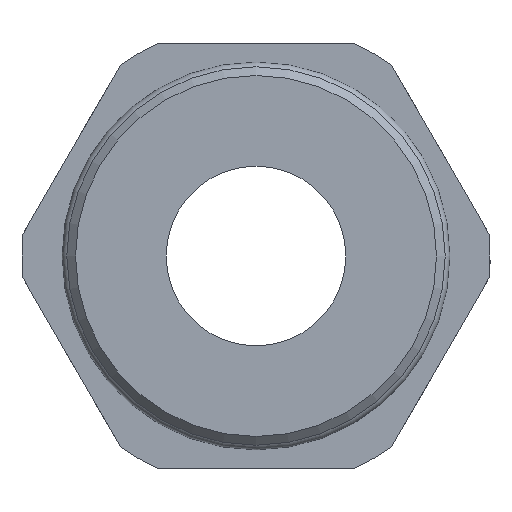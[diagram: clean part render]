
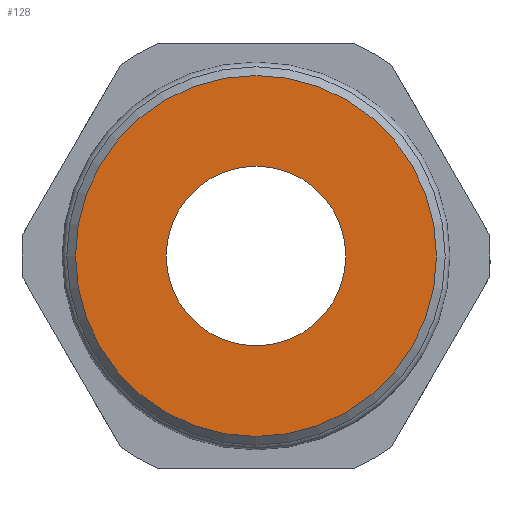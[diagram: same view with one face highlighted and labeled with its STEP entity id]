
A CAD part, left-side view. The second image highlights one B-rep face of the part: STEP entity #128.
In plain terms, the highlighted planar face has unit normal (-1, 0, 0).
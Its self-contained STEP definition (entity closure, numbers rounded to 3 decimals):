
#128 = ADVANCED_FACE( '', ( #322, #323 ), #324, .T. );
#322 = FACE_BOUND( '', #599, .T. );
#323 = FACE_OUTER_BOUND( '', #600, .T. );
#324 = PLANE( '', #601 );
#599 = EDGE_LOOP( '', ( #920 ) );
#600 = EDGE_LOOP( '', ( #921 ) );
#601 = AXIS2_PLACEMENT_3D( '', #922, #923, #924 );
#920 = ORIENTED_EDGE( '', *, *, #1547, .T. );
#921 = ORIENTED_EDGE( '', *, *, #1587, .F. );
#922 = CARTESIAN_POINT( '', ( 0., 19.08, 0. ) );
#923 = DIRECTION( '', ( -1., 0., 0. ) );
#924 = DIRECTION( '', ( 0., 0., 1. ) );
#1547 = EDGE_CURVE( '', #1825, #1825, #1826, .T. );
#1587 = EDGE_CURVE( '', #1895, #1895, #1896, .T. );
#1825 = VERTEX_POINT( '', #2225 );
#1826 = CIRCLE( '', #2226, 9.5 );
#1895 = VERTEX_POINT( '', #2345 );
#1896 = CIRCLE( '', #2346, 19.08 );
#2225 = CARTESIAN_POINT( '', ( 0., 0., -9.5 ) );
#2226 = AXIS2_PLACEMENT_3D( '', #2859, #2860, #2861 );
#2345 = CARTESIAN_POINT( '', ( 0., 0., -19.08 ) );
#2346 = AXIS2_PLACEMENT_3D( '', #2908, #2909, #2910 );
#2859 = CARTESIAN_POINT( '', ( 0., 0., 0. ) );
#2860 = DIRECTION( '', ( 1., 0., 0. ) );
#2861 = DIRECTION( '', ( 0., 0., -1. ) );
#2908 = CARTESIAN_POINT( '', ( 0., 0., 0. ) );
#2909 = DIRECTION( '', ( 1., 0., 0. ) );
#2910 = DIRECTION( '', ( 0., 0., -1. ) );
